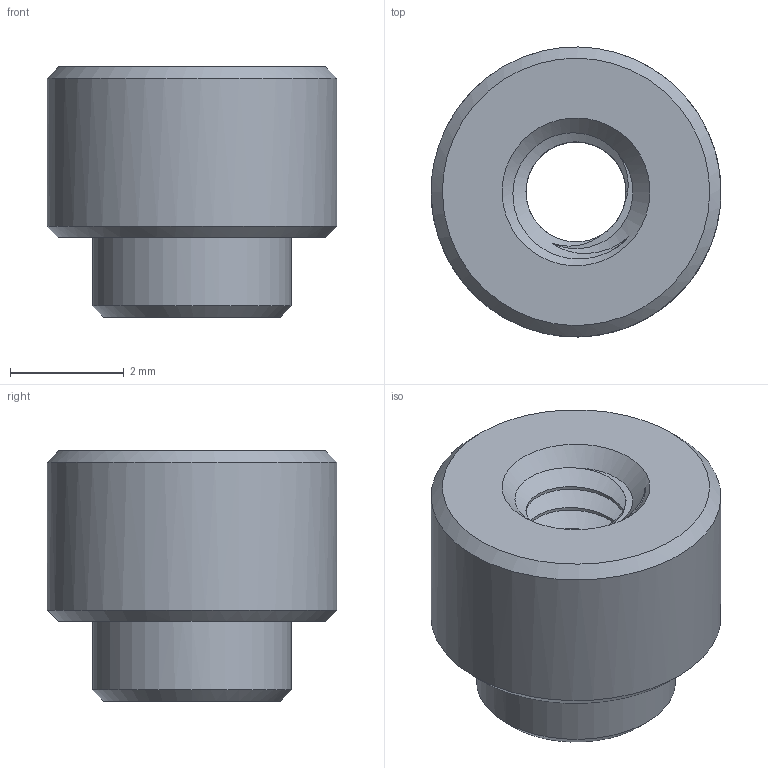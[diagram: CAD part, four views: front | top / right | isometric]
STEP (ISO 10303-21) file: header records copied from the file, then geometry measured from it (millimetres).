
FILE_DESCRIPTION(/* description */ (''),/* implementation_level */ '2;1');
FILE_NAME(/* name */ 'NUT SMD M2,5 H03mm',/* time_stamp */ '2020-03-01T10:24:03+01:00',/* author */ (''),/* organization */ (''),/* preprocessor_version */ 'ST-DEVELOPER v16.5',/* originating_system */ '',/* authorisation */ '');
FILE_SCHEMA (('AUTOMOTIVE_DESIGN'));
Length unit declared in the file: millimetre
Products named in the file (1): Document
Bounding box: 5.1 x 5.1 x 4.4 mm (x, y, z)
Volume: 58.6 mm3; surface area: 142 mm2
Topology: 1 solids, 1 shells, 32 faces, 84 edges, 55 vertices
Faces by surface type: bspline 28, plane 4
Entity records: 5731 total; most frequent: CARTESIAN_POINT 5241, ORIENTED_EDGE 168, EDGE_CURVE 84, VERTEX_POINT 55, EDGE_LOOP 35, B_SPLINE_CURVE_WITH_KNOTS 35, ADVANCED_FACE 32, FACE_OUTER_BOUND 32
